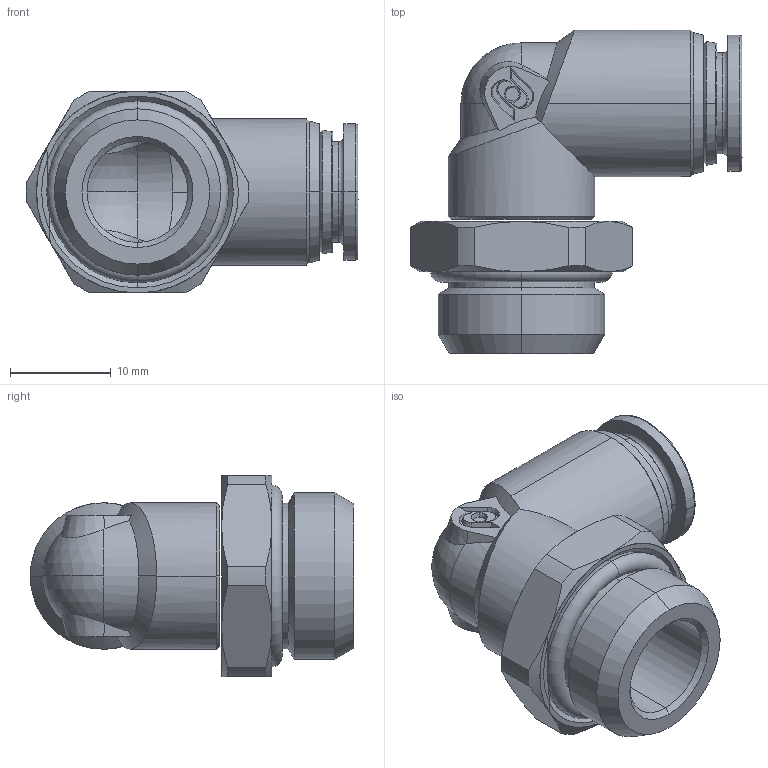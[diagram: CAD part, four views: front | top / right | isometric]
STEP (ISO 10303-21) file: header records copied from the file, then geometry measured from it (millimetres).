
FILE_DESCRIPTION (( 'STEP AP214' ), '1' );
FILE_NAME ('5911600012A.STEP', '2016-05-13T07:00:17', ( '' ), ( '' ), 'SwSTEP 2.0', 'SolidWorks 2016', '' );
FILE_SCHEMA (( 'AUTOMOTIVE_DESIGN' ));
Length unit declared in the file: millimetre
Products named in the file (1): 5911600012A
Bounding box: 32.9 x 32.05 x 20 mm (x, y, z)
Surface area: 3934.7 mm2 (no closed solid volume)
Topology: 0 solids, 6 shells, 184 faces, 470 edges, 301 vertices
Faces by surface type: plane 55, cone 46, bspline 35, cylinder 34, torus 12, sphere 2
Entity records: 9545 total; most frequent: CARTESIAN_POINT 3327, ORIENTED_EDGE 898, DIRECTION 781, EDGE_CURVE 470, AXIS2_PLACEMENT_3D 305, VERTEX_POINT 301, EDGE_LOOP 204, UNCERTAINTY_MEASURE_WITH_UNIT 186
